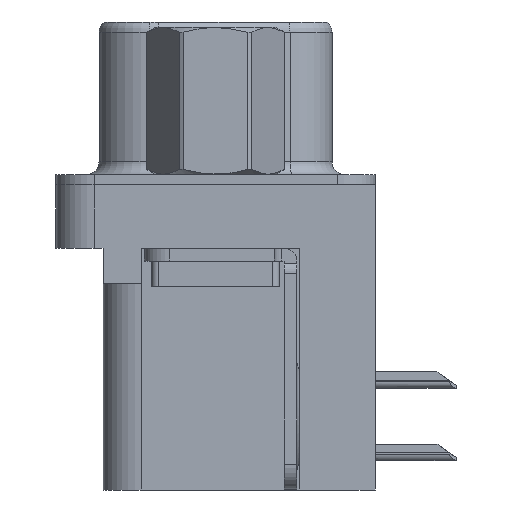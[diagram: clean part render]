
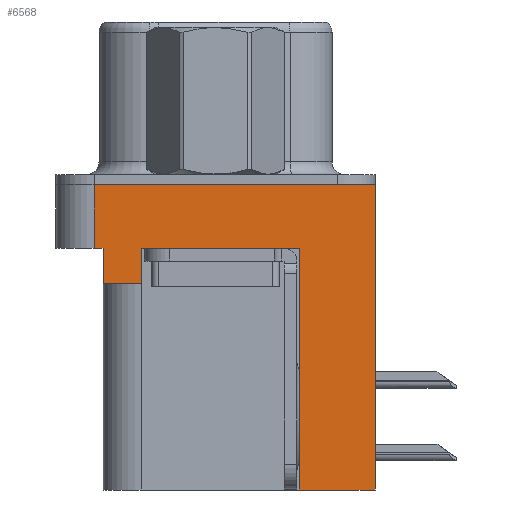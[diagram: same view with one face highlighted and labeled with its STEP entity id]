
A CAD part, left-side view. The second image highlights one B-rep face of the part: STEP entity #6568.
In plain terms, the highlighted planar face has unit normal (-1, 0, 0).
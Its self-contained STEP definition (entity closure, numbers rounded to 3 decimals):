
#465 = VERTEX_POINT ( 'NONE', #22033 ) ;
#1632 = DIRECTION ( 'NONE',  ( 0., 1., 0. ) ) ;
#2387 = ORIENTED_EDGE ( 'NONE', *, *, #10066, .T. ) ;
#2740 = LINE ( 'NONE', #16482, #4883 ) ;
#2780 = AXIS2_PLACEMENT_3D ( 'NONE', #12502, #14465, #26038 ) ;
#3076 = VECTOR ( 'NONE', #1632, 1000. ) ;
#3627 = LINE ( 'NONE', #25313, #10350 ) ;
#3797 = CARTESIAN_POINT ( 'NONE',  ( -3., 4.425, -2.5 ) ) ;
#3811 = LINE ( 'NONE', #27144, #27153 ) ;
#3812 = CARTESIAN_POINT ( 'NONE',  ( -3., -6.275, -2.5 ) ) ;
#3958 = LINE ( 'NONE', #24009, #12100 ) ;
#4883 = VECTOR ( 'NONE', #27435, 1000. ) ;
#5432 = ORIENTED_EDGE ( 'NONE', *, *, #6870, .F. ) ;
#5700 = LINE ( 'NONE', #3812, #10976 ) ;
#6568 = ADVANCED_FACE ( 'NONE', ( #17006 ), #17142, .T. ) ;
#6870 = EDGE_CURVE ( 'NONE', #23440, #12916, #21981, .T. ) ;
#8312 = CARTESIAN_POINT ( 'NONE',  ( -3., -3.295, -12. ) ) ;
#8367 = VERTEX_POINT ( 'NONE', #13825 ) ;
#8571 = CARTESIAN_POINT ( 'NONE',  ( -3., 4.425, -3.9 ) ) ;
#9135 = VECTOR ( 'NONE', #12609, 1000. ) ;
#10066 = EDGE_CURVE ( 'NONE', #27563, #465, #15141, .T. ) ;
#10309 = EDGE_CURVE ( 'NONE', #12622, #17391, #2740, .T. ) ;
#10350 = VECTOR ( 'NONE', #29331, 1000. ) ;
#10946 = CARTESIAN_POINT ( 'NONE',  ( -3., -6.275, -12. ) ) ;
#10976 = VECTOR ( 'NONE', #12637, 1000. ) ;
#11403 = VECTOR ( 'NONE', #14908, 1000. ) ;
#12100 = VECTOR ( 'NONE', #16977, 1000. ) ;
#12278 = LINE ( 'NONE', #17583, #3076 ) ;
#12464 = ORIENTED_EDGE ( 'NONE', *, *, #16504, .T. ) ;
#12502 = CARTESIAN_POINT ( 'NONE',  ( -3., -6.275, -2.5 ) ) ;
#12609 = DIRECTION ( 'NONE',  ( 0., 0., 1. ) ) ;
#12622 = VERTEX_POINT ( 'NONE', #8571 ) ;
#12637 = DIRECTION ( 'NONE',  ( 0., -1., 0. ) ) ;
#12916 = VERTEX_POINT ( 'NONE', #18620 ) ;
#13140 = EDGE_CURVE ( 'NONE', #25105, #465, #3958, .T. ) ;
#13228 = EDGE_CURVE ( 'NONE', #19921, #25105, #18818, .T. ) ;
#13805 = DIRECTION ( 'NONE',  ( 0., 0., 1. ) ) ;
#13825 = CARTESIAN_POINT ( 'NONE',  ( -3., 2.895, -2.5 ) ) ;
#14331 = ORIENTED_EDGE ( 'NONE', *, *, #21578, .T. ) ;
#14465 = DIRECTION ( 'NONE',  ( -1., 0., 0. ) ) ;
#14908 = DIRECTION ( 'NONE',  ( 0., 0., 1. ) ) ;
#15141 = LINE ( 'NONE', #23788, #9135 ) ;
#15532 = CARTESIAN_POINT ( 'NONE',  ( -3., -3.295, -12. ) ) ;
#15631 = CARTESIAN_POINT ( 'NONE',  ( -3., -3.295, -12. ) ) ;
#15747 = ORIENTED_EDGE ( 'NONE', *, *, #13140, .F. ) ;
#16482 = CARTESIAN_POINT ( 'NONE',  ( -3., 4.425, -3.9 ) ) ;
#16504 = EDGE_CURVE ( 'NONE', #18899, #8367, #3811, .T. ) ;
#16882 = EDGE_CURVE ( 'NONE', #18899, #12622, #12278, .T. ) ;
#16977 = DIRECTION ( 'NONE',  ( 0., -1., 0. ) ) ;
#17006 = FACE_OUTER_BOUND ( 'NONE', #28564, .T. ) ;
#17142 = PLANE ( 'NONE',  #2780 ) ;
#17383 = CARTESIAN_POINT ( 'NONE',  ( -3., 4.775, -2.5 ) ) ;
#17391 = VERTEX_POINT ( 'NONE', #3797 ) ;
#17583 = CARTESIAN_POINT ( 'NONE',  ( -3., 4.425, -3.9 ) ) ;
#18620 = CARTESIAN_POINT ( 'NONE',  ( -3., -3.295, -2.5 ) ) ;
#18818 = LINE ( 'NONE', #17383, #11403 ) ;
#18899 = VERTEX_POINT ( 'NONE', #20924 ) ;
#19489 = ORIENTED_EDGE ( 'NONE', *, *, #29313, .T. ) ;
#19782 = DIRECTION ( 'NONE',  ( 0., 0., 1. ) ) ;
#19921 = VERTEX_POINT ( 'NONE', #21308 ) ;
#20308 = LINE ( 'NONE', #8312, #27028 ) ;
#20924 = CARTESIAN_POINT ( 'NONE',  ( -3., 2.895, -3.9 ) ) ;
#21301 = ORIENTED_EDGE ( 'NONE', *, *, #16882, .F. ) ;
#21308 = CARTESIAN_POINT ( 'NONE',  ( -3., 4.775, -2.5 ) ) ;
#21347 = ORIENTED_EDGE ( 'NONE', *, *, #27430, .F. ) ;
#21578 = EDGE_CURVE ( 'NONE', #8367, #12916, #5700, .T. ) ;
#21851 = DIRECTION ( 'NONE',  ( 0., 1., 0. ) ) ;
#21981 = LINE ( 'NONE', #15631, #25865 ) ;
#22033 = CARTESIAN_POINT ( 'NONE',  ( -3., -6.275, 0. ) ) ;
#23440 = VERTEX_POINT ( 'NONE', #15532 ) ;
#23449 = ORIENTED_EDGE ( 'NONE', *, *, #10309, .F. ) ;
#23788 = CARTESIAN_POINT ( 'NONE',  ( -3., -6.275, -2.5 ) ) ;
#24009 = CARTESIAN_POINT ( 'NONE',  ( -3., -6.275, 0. ) ) ;
#24794 = CARTESIAN_POINT ( 'NONE',  ( -3., 4.775, 0. ) ) ;
#25105 = VERTEX_POINT ( 'NONE', #24794 ) ;
#25313 = CARTESIAN_POINT ( 'NONE',  ( -3., -6.275, -2.5 ) ) ;
#25865 = VECTOR ( 'NONE', #19782, 1000. ) ;
#26038 = DIRECTION ( 'NONE',  ( 0., 0., 1. ) ) ;
#26692 = ORIENTED_EDGE ( 'NONE', *, *, #13228, .F. ) ;
#27028 = VECTOR ( 'NONE', #21851, 1000. ) ;
#27144 = CARTESIAN_POINT ( 'NONE',  ( -3., 2.895, -3.9 ) ) ;
#27153 = VECTOR ( 'NONE', #13805, 1000. ) ;
#27430 = EDGE_CURVE ( 'NONE', #27563, #23440, #20308, .T. ) ;
#27435 = DIRECTION ( 'NONE',  ( 0., 0., 1. ) ) ;
#27563 = VERTEX_POINT ( 'NONE', #10946 ) ;
#28564 = EDGE_LOOP ( 'NONE', ( #15747, #26692, #19489, #23449, #21301, #12464, #14331, #5432, #21347, #2387 ) ) ;
#29313 = EDGE_CURVE ( 'NONE', #19921, #17391, #3627, .T. ) ;
#29331 = DIRECTION ( 'NONE',  ( 0., -1., 0. ) ) ;
